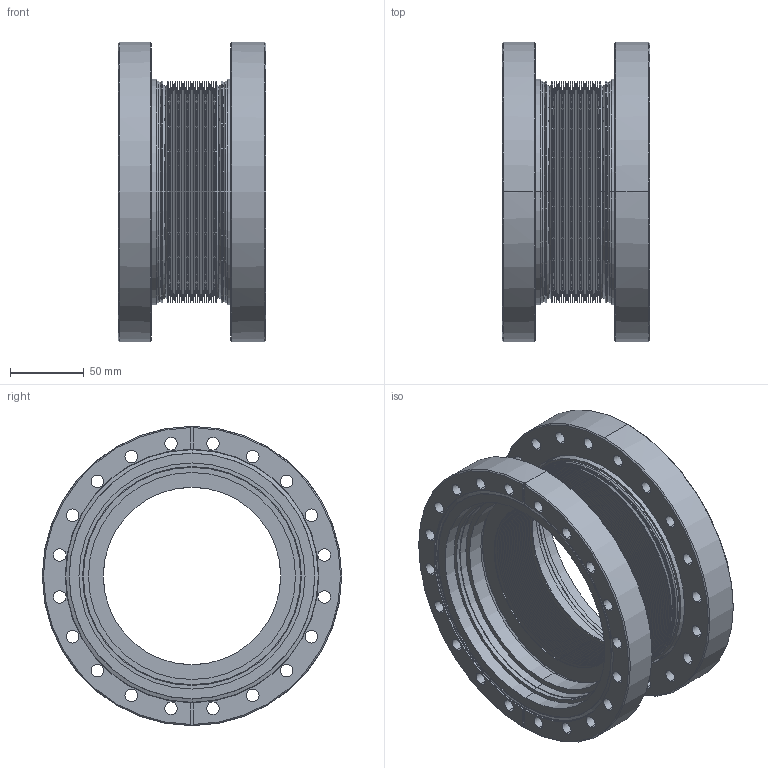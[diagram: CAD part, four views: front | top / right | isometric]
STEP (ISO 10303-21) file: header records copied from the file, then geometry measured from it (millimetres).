
FILE_DESCRIPTION( (''), '2;1');
FILE_NAME ('CAD714.6040.NCE3203K_21070.stp','2016-05-18T16:55:08',(''),(''),'spGate 11.3.9','spGate','');
FILE_SCHEMA (('AUTOMOTIVE_DESIGN'));
Length unit declared in the file: millimetre
Products named in the file (9): Assembly; NCE3203-1; NCE2203-Y; NCE2203-2; NCE2203-3; NCE2203-3_mr; NCE2203-Y_mr; NCE2203K-2-1; NCE2203K-2-2
Assembly tree (8 placements, depth 2):
  Assembly
    NCE3203-1
    NCE2203-Y
    NCE2203-2
    NCE2203-3
    NCE2203-3_mr
    NCE2203-Y_mr
    NCE2203K-2-1
    NCE2203K-2-2
Bounding box: 100 x 202.4 x 202.4 mm (x, y, z)
Volume: 705851.8 mm3; surface area: 652423 mm2
Topology: 8 solids, 8 shells, 402 faces, 948 edges, 578 vertices
Faces by surface type: bspline 214, cylinder 140, plane 48
Entity records: 20446 total; most frequent: CARTESIAN_POINT 4282, ORIENTED_EDGE 1896, DIRECTION 1560, COLOUR_RGB 1358, PRESENTATION_STYLE_ASSIGNMENT 1358, STYLED_ITEM 1358, EDGE_CURVE 948, DRAUGHTING_PRE_DEFINED_CURVE_FONT 948
